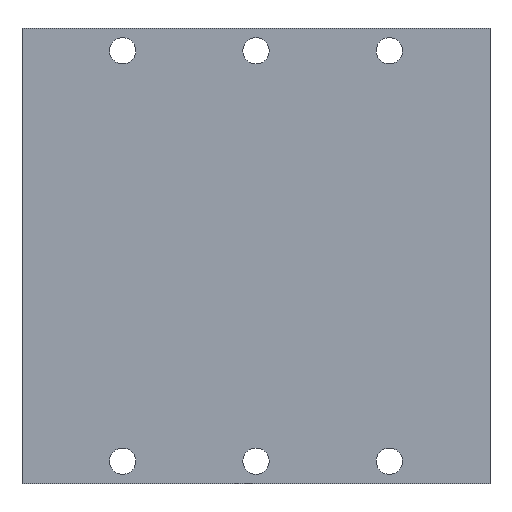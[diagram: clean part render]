
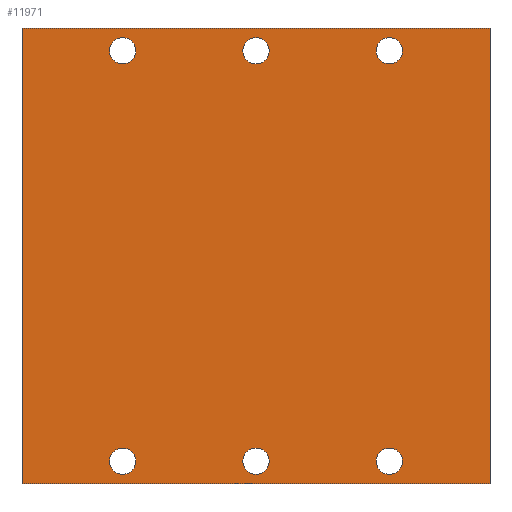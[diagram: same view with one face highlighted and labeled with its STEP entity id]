
A CAD part, front view. The second image highlights one B-rep face of the part: STEP entity #11971.
In plain terms, the highlighted planar face has unit normal (0, -1, 0).
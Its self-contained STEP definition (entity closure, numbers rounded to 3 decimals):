
#1555 = DIRECTION ( 'NONE',  ( 0., 0., -1. ) ) ;
#1556 = DIRECTION ( 'NONE',  ( 0., -1., 0. ) ) ;
#1558 = DIRECTION ( 'NONE',  ( 0., 0., -1. ) ) ;
#1560 = DIRECTION ( 'NONE',  ( 0., -1., 0. ) ) ;
#1562 = DIRECTION ( 'NONE',  ( 0., 0., -1. ) ) ;
#1563 = DIRECTION ( 'NONE',  ( 0., -1., 0. ) ) ;
#1564 = CARTESIAN_POINT ( 'NONE',  ( -15.966, -4.826, -2.794 ) ) ;
#1565 = DIRECTION ( 'NONE',  ( 0., 0., -1. ) ) ;
#1567 = DIRECTION ( 'NONE',  ( 0., -1., 0. ) ) ;
#1568 = CARTESIAN_POINT ( 'NONE',  ( -32.476, -4.826, -2.794 ) ) ;
#1569 = DIRECTION ( 'NONE',  ( 0., 0., -1. ) ) ;
#1570 = CARTESIAN_POINT ( 'NONE',  ( 12.99, -4.826, 0. ) ) ;
#1571 = CARTESIAN_POINT ( 'NONE',  ( -32.476, -4.826, -53.594 ) ) ;
#1572 = DIRECTION ( 'NONE',  ( 1., 0., 0. ) ) ;
#1573 = CARTESIAN_POINT ( 'NONE',  ( -50.869, -4.826, 0. ) ) ;
#1574 = DIRECTION ( 'NONE',  ( 0., 0., -1. ) ) ;
#1575 = DIRECTION ( 'NONE',  ( 0., -1., 0. ) ) ;
#1576 = CARTESIAN_POINT ( 'NONE',  ( 0.544, -4.826, -53.594 ) ) ;
#1577 = DIRECTION ( 'NONE',  ( 0., 0., -1. ) ) ;
#1578 = DIRECTION ( 'NONE',  ( 0., -1., 0. ) ) ;
#1584 = CARTESIAN_POINT ( 'NONE',  ( -15.966, -4.826, -53.594 ) ) ;
#1596 = DIRECTION ( 'NONE',  ( -1., 0., 0. ) ) ;
#1597 = CARTESIAN_POINT ( 'NONE',  ( -50.869, -4.826, -56.388 ) ) ;
#1612 = CARTESIAN_POINT ( 'NONE',  ( 0.544, -4.826, -2.794 ) ) ;
#3714 = DIRECTION ( 'NONE',  ( 0., 0., 1. ) ) ;
#3715 = DIRECTION ( 'NONE',  ( 0., 1., 0. ) ) ;
#3730 = PLANE ( 'NONE',  #15255 ) ;
#3733 = CARTESIAN_POINT ( 'NONE',  ( -44.922, -4.826, 0. ) ) ;
#3927 = CARTESIAN_POINT ( 'NONE',  ( -44.922, -4.826, 0. ) ) ;
#3934 = DIRECTION ( 'NONE',  ( 0., 0., 1. ) ) ;
#5742 = LINE ( 'NONE', #1597, #5744 ) ;
#5744 = VECTOR ( 'NONE', #1596, 1000. ) ;
#5747 = LINE ( 'NONE', #1573, #5759 ) ;
#5751 = LINE ( 'NONE', #1570, #5762 ) ;
#5758 = CIRCLE ( 'NONE', #8119, 1.632 ) ;
#5759 = VECTOR ( 'NONE', #1572, 1000. ) ;
#5760 = CIRCLE ( 'NONE', #8122, 1.632 ) ;
#5762 = VECTOR ( 'NONE', #1569, 1000. ) ;
#5763 = CIRCLE ( 'NONE', #8120, 1.632 ) ;
#5764 = CIRCLE ( 'NONE', #8124, 1.632 ) ;
#5765 = CIRCLE ( 'NONE', #8125, 1.632 ) ;
#5766 = CIRCLE ( 'NONE', #8126, 1.632 ) ;
#7452 = EDGE_CURVE ( 'NONE', #16802, #16801, #10163, .T. ) ;
#8119 = AXIS2_PLACEMENT_3D ( 'NONE', #1584, #1578, #1577 ) ;
#8120 = AXIS2_PLACEMENT_3D ( 'NONE', #1571, #1567, #1565 ) ;
#8122 = AXIS2_PLACEMENT_3D ( 'NONE', #1612, #1575, #1574 ) ;
#8124 = AXIS2_PLACEMENT_3D ( 'NONE', #1576, #1563, #1562 ) ;
#8125 = AXIS2_PLACEMENT_3D ( 'NONE', #1568, #1560, #1558 ) ;
#8126 = AXIS2_PLACEMENT_3D ( 'NONE', #1564, #1556, #1555 ) ;
#8930 = CARTESIAN_POINT ( 'NONE',  ( 12.99, -4.826, 0. ) ) ;
#8931 = CARTESIAN_POINT ( 'NONE',  ( -44.922, -4.826, 0. ) ) ;
#8932 = CARTESIAN_POINT ( 'NONE',  ( -44.922, -4.826, -56.388 ) ) ;
#8933 = CARTESIAN_POINT ( 'NONE',  ( 12.99, -4.826, -56.388 ) ) ;
#9516 = VERTEX_POINT ( 'NONE', #9517 ) ;
#9517 = CARTESIAN_POINT ( 'NONE',  ( -15.966, -4.826, -55.226 ) ) ;
#9518 = VERTEX_POINT ( 'NONE', #9519 ) ;
#9519 = CARTESIAN_POINT ( 'NONE',  ( 0.544, -4.826, -4.426 ) ) ;
#9520 = VERTEX_POINT ( 'NONE', #9521 ) ;
#9521 = CARTESIAN_POINT ( 'NONE',  ( -32.476, -4.826, -55.226 ) ) ;
#9522 = VERTEX_POINT ( 'NONE', #9523 ) ;
#9523 = CARTESIAN_POINT ( 'NONE',  ( 0.544, -4.826, -55.226 ) ) ;
#9524 = VERTEX_POINT ( 'NONE', #9525 ) ;
#9525 = CARTESIAN_POINT ( 'NONE',  ( -32.476, -4.826, -4.426 ) ) ;
#9526 = VERTEX_POINT ( 'NONE', #9527 ) ;
#9527 = CARTESIAN_POINT ( 'NONE',  ( -15.966, -4.826, -4.426 ) ) ;
#10163 = LINE ( 'NONE', #3927, #10164 ) ;
#10164 = VECTOR ( 'NONE', #3934, 1000. ) ;
#10730 = FACE_BOUND ( 'NONE', #11023, .T. ) ;
#10731 = FACE_BOUND ( 'NONE', #14088, .T. ) ;
#10736 = FACE_BOUND ( 'NONE', #14087, .T. ) ;
#10737 = FACE_BOUND ( 'NONE', #14092, .T. ) ;
#10738 = FACE_OUTER_BOUND ( 'NONE', #14086, .T. ) ;
#10739 = FACE_BOUND ( 'NONE', #14091, .T. ) ;
#10741 = FACE_BOUND ( 'NONE', #14090, .T. ) ;
#11023 = EDGE_LOOP ( 'NONE', ( #14059 ) ) ;
#11971 = ADVANCED_FACE ( 'NONE', ( #10730, #10737, #10739, #10741, #10731, #10736, #10738 ), #3730, .F. ) ;
#14059 = ORIENTED_EDGE ( 'NONE', *, *, #14273, .F. ) ;
#14060 = ORIENTED_EDGE ( 'NONE', *, *, #14272, .F. ) ;
#14061 = ORIENTED_EDGE ( 'NONE', *, *, #14271, .F. ) ;
#14062 = ORIENTED_EDGE ( 'NONE', *, *, #14267, .F. ) ;
#14063 = ORIENTED_EDGE ( 'NONE', *, *, #14270, .F. ) ;
#14064 = ORIENTED_EDGE ( 'NONE', *, *, #14266, .F. ) ;
#14065 = ORIENTED_EDGE ( 'NONE', *, *, #14268, .F. ) ;
#14066 = ORIENTED_EDGE ( 'NONE', *, *, #7452, .F. ) ;
#14067 = ORIENTED_EDGE ( 'NONE', *, *, #14259, .F. ) ;
#14068 = ORIENTED_EDGE ( 'NONE', *, *, #14269, .F. ) ;
#14086 = EDGE_LOOP ( 'NONE', ( #14065, #14066, #14067, #14068 ) ) ;
#14087 = EDGE_LOOP ( 'NONE', ( #14064 ) ) ;
#14088 = EDGE_LOOP ( 'NONE', ( #14063 ) ) ;
#14090 = EDGE_LOOP ( 'NONE', ( #14062 ) ) ;
#14091 = EDGE_LOOP ( 'NONE', ( #14061 ) ) ;
#14092 = EDGE_LOOP ( 'NONE', ( #14060 ) ) ;
#14259 = EDGE_CURVE ( 'NONE', #16803, #16802, #5742, .T. ) ;
#14266 = EDGE_CURVE ( 'NONE', #9516, #9516, #5758, .T. ) ;
#14267 = EDGE_CURVE ( 'NONE', #9518, #9518, #5760, .T. ) ;
#14268 = EDGE_CURVE ( 'NONE', #16801, #16800, #5747, .T. ) ;
#14269 = EDGE_CURVE ( 'NONE', #16800, #16803, #5751, .T. ) ;
#14270 = EDGE_CURVE ( 'NONE', #9520, #9520, #5763, .T. ) ;
#14271 = EDGE_CURVE ( 'NONE', #9522, #9522, #5764, .T. ) ;
#14272 = EDGE_CURVE ( 'NONE', #9524, #9524, #5765, .T. ) ;
#14273 = EDGE_CURVE ( 'NONE', #9526, #9526, #5766, .T. ) ;
#15255 = AXIS2_PLACEMENT_3D ( 'NONE', #3733, #3715, #3714 ) ;
#16800 = VERTEX_POINT ( 'NONE', #8930 ) ;
#16801 = VERTEX_POINT ( 'NONE', #8931 ) ;
#16802 = VERTEX_POINT ( 'NONE', #8932 ) ;
#16803 = VERTEX_POINT ( 'NONE', #8933 ) ;
